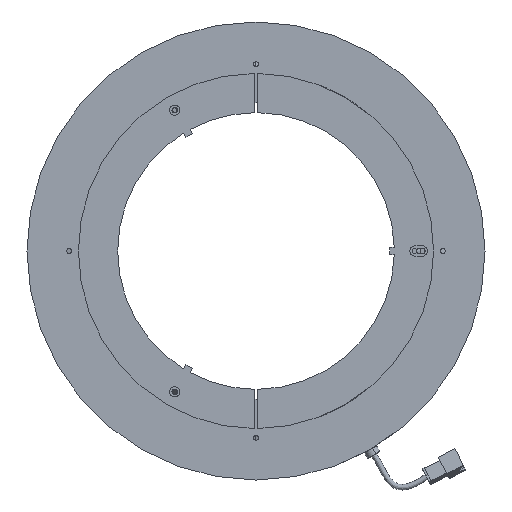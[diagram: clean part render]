
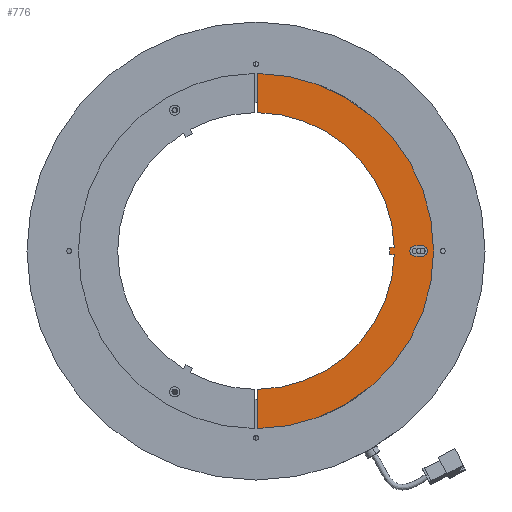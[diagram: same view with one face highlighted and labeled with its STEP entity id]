
A CAD part, front view. The second image highlights one B-rep face of the part: STEP entity #776.
In plain terms, the highlighted planar face has unit normal (0, -1, 0).
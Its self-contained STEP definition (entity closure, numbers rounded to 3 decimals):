
#64 = CARTESIAN_POINT ( 'NONE',  ( 0., -10., -2. ) ) ;
#65 = DIRECTION ( 'NONE',  ( -0.004, 0., 1. ) ) ;
#66 = DIRECTION ( 'NONE',  ( -1., 0., 0. ) ) ;
#67 = CARTESIAN_POINT ( 'NONE',  ( 1.47, -10., -209.135 ) ) ;
#68 = CARTESIAN_POINT ( 'NONE',  ( 0., -10., 0. ) ) ;
#69 = DIRECTION ( 'NONE',  ( 0., 1., 0. ) ) ;
#70 = DIRECTION ( 'NONE',  ( 1., 0., 0. ) ) ;
#71 = DIRECTION ( 'NONE',  ( 0., 0., 1. ) ) ;
#74 = CARTESIAN_POINT ( 'NONE',  ( 1., -10., -209.141 ) ) ;
#75 = CARTESIAN_POINT ( 'NONE',  ( 0., -10., 0. ) ) ;
#76 = DIRECTION ( 'NONE',  ( 0., 1., 0. ) ) ;
#77 = DIRECTION ( 'NONE',  ( -1., 0., 0. ) ) ;
#721 = EDGE_CURVE ( 'NONE', #1989, #1997, #2633, .T. ) ;
#722 = EDGE_CURVE ( 'NONE', #1989, #1999, #2631, .T. ) ;
#723 = EDGE_CURVE ( 'NONE', #1994, #1999, #2632, .T. ) ;
#724 = EDGE_CURVE ( 'NONE', #1995, #1994, #2635, .T. ) ;
#725 = EDGE_CURVE ( 'NONE', #1991, #1995, #2636, .T. ) ;
#776 = ADVANCED_FACE ( 'NONE', ( #3886, #3890 ), #4007, .T. ) ;
#921 = EDGE_LOOP ( 'NONE', ( #1918, #1919, #1920, #1921, #1922 ) ) ;
#925 = EDGE_LOOP ( 'NONE', ( #1910, #1911, #1912, #1913, #1914, #1915, #1916, #1917 ) ) ;
#1910 = ORIENTED_EDGE ( 'NONE', *, *, #2779, .T. ) ;
#1911 = ORIENTED_EDGE ( 'NONE', *, *, #2780, .T. ) ;
#1912 = ORIENTED_EDGE ( 'NONE', *, *, #2781, .T. ) ;
#1913 = ORIENTED_EDGE ( 'NONE', *, *, #721, .F. ) ;
#1914 = ORIENTED_EDGE ( 'NONE', *, *, #722, .T. ) ;
#1915 = ORIENTED_EDGE ( 'NONE', *, *, #723, .F. ) ;
#1916 = ORIENTED_EDGE ( 'NONE', *, *, #724, .F. ) ;
#1917 = ORIENTED_EDGE ( 'NONE', *, *, #725, .F. ) ;
#1918 = ORIENTED_EDGE ( 'NONE', *, *, #2739, .T. ) ;
#1919 = ORIENTED_EDGE ( 'NONE', *, *, #2778, .T. ) ;
#1920 = ORIENTED_EDGE ( 'NONE', *, *, #2760, .T. ) ;
#1921 = ORIENTED_EDGE ( 'NONE', *, *, #2763, .T. ) ;
#1922 = ORIENTED_EDGE ( 'NONE', *, *, #2765, .T. ) ;
#1965 = VERTEX_POINT ( 'NONE', #6946 ) ;
#1966 = VERTEX_POINT ( 'NONE', #6947 ) ;
#1978 = VERTEX_POINT ( 'NONE', #6959 ) ;
#1983 = VERTEX_POINT ( 'NONE', #6964 ) ;
#1987 = VERTEX_POINT ( 'NONE', #7176 ) ;
#1988 = VERTEX_POINT ( 'NONE', #7177 ) ;
#1989 = VERTEX_POINT ( 'NONE', #7178 ) ;
#1991 = VERTEX_POINT ( 'NONE', #7180 ) ;
#1994 = VERTEX_POINT ( 'NONE', #7183 ) ;
#1995 = VERTEX_POINT ( 'NONE', #7184 ) ;
#1996 = VERTEX_POINT ( 'NONE', #7185 ) ;
#1997 = VERTEX_POINT ( 'NONE', #7186 ) ;
#1999 = VERTEX_POINT ( 'NONE', #7188 ) ;
#2631 = CIRCLE ( 'NONE', #2832, 74. ) ;
#2632 = LINE ( 'NONE', #67, #2637 ) ;
#2633 = LINE ( 'NONE', #64, #2634 ) ;
#2634 = VECTOR ( 'NONE', #66, 1000. ) ;
#2635 = CIRCLE ( 'NONE', #2833, 95. ) ;
#2636 = LINE ( 'NONE', #74, #2640 ) ;
#2637 = VECTOR ( 'NONE', #65, 1000. ) ;
#2640 = VECTOR ( 'NONE', #71, 1000. ) ;
#2739 = EDGE_CURVE ( 'NONE', #1965, #1966, #8294, .T. ) ;
#2760 = EDGE_CURVE ( 'NONE', #1978, #1983, #8316, .T. ) ;
#2763 = EDGE_CURVE ( 'NONE', #1983, #1987, #8327, .T. ) ;
#2765 = EDGE_CURVE ( 'NONE', #1987, #1965, #8330, .T. ) ;
#2778 = EDGE_CURVE ( 'NONE', #1966, #1978, #8352, .T. ) ;
#2779 = EDGE_CURVE ( 'NONE', #1991, #1988, #8353, .T. ) ;
#2780 = EDGE_CURVE ( 'NONE', #1988, #1996, #8354, .T. ) ;
#2781 = EDGE_CURVE ( 'NONE', #1996, #1997, #8355, .T. ) ;
#2832 = AXIS2_PLACEMENT_3D ( 'NONE', #68, #69, #70 ) ;
#2833 = AXIS2_PLACEMENT_3D ( 'NONE', #75, #76, #77 ) ;
#3500 = AXIS2_PLACEMENT_3D ( 'NONE', #4014, #4015, #4016 ) ;
#3886 = FACE_OUTER_BOUND ( 'NONE', #925, .T. ) ;
#3890 = FACE_BOUND ( 'NONE', #921, .T. ) ;
#4007 = PLANE ( 'NONE',  #3500 ) ;
#4014 = CARTESIAN_POINT ( 'NONE',  ( 0., -10., 0. ) ) ;
#4015 = DIRECTION ( 'NONE',  ( 0., -1., 0. ) ) ;
#4016 = DIRECTION ( 'NONE',  ( 1., 0., 0. ) ) ;
#6946 = CARTESIAN_POINT ( 'NONE',  ( 89., -10., 2.75 ) ) ;
#6947 = CARTESIAN_POINT ( 'NONE',  ( 91.75, -10., 0. ) ) ;
#6959 = CARTESIAN_POINT ( 'NONE',  ( 89., -10., -2.75 ) ) ;
#6964 = CARTESIAN_POINT ( 'NONE',  ( 85., -10., -2.75 ) ) ;
#7176 = CARTESIAN_POINT ( 'NONE',  ( 85., -10., 2.75 ) ) ;
#7177 = CARTESIAN_POINT ( 'NONE',  ( 73.973, -10., 2. ) ) ;
#7178 = CARTESIAN_POINT ( 'NONE',  ( 73.973, -10., -2. ) ) ;
#7180 = CARTESIAN_POINT ( 'NONE',  ( 1., -10., 73.993 ) ) ;
#7183 = CARTESIAN_POINT ( 'NONE',  ( 1., -10., -94.995 ) ) ;
#7184 = CARTESIAN_POINT ( 'NONE',  ( 1., -10., 94.995 ) ) ;
#7185 = CARTESIAN_POINT ( 'NONE',  ( 71.472, -10., 2. ) ) ;
#7186 = CARTESIAN_POINT ( 'NONE',  ( 71.472, -10., -2. ) ) ;
#7188 = CARTESIAN_POINT ( 'NONE',  ( 0.914, -10., -73.994 ) ) ;
#7971 = AXIS2_PLACEMENT_3D ( 'NONE', #8925, #8926, #8927 ) ;
#7979 = AXIS2_PLACEMENT_3D ( 'NONE', #9139, #9140, #9141 ) ;
#7985 = AXIS2_PLACEMENT_3D ( 'NONE', #9173, #9174, #9175 ) ;
#7986 = AXIS2_PLACEMENT_3D ( 'NONE', #9176, #9177, #9178 ) ;
#7987 = AXIS2_PLACEMENT_3D ( 'NONE', #9179, #9180, #9181 ) ;
#8294 = CIRCLE ( 'NONE', #7971, 2.75 ) ;
#8316 = LINE ( 'NONE', #9041, #8325 ) ;
#8325 = VECTOR ( 'NONE', #9131, 1000. ) ;
#8327 = CIRCLE ( 'NONE', #7979, 2.75 ) ;
#8330 = LINE ( 'NONE', #9142, #8333 ) ;
#8333 = VECTOR ( 'NONE', #9143, 1000. ) ;
#8352 = CIRCLE ( 'NONE', #7985, 2.75 ) ;
#8353 = CIRCLE ( 'NONE', #7986, 74. ) ;
#8354 = LINE ( 'NONE', #9171, #8356 ) ;
#8355 = CIRCLE ( 'NONE', #7987, 71.5 ) ;
#8356 = VECTOR ( 'NONE', #9172, 1000. ) ;
#8925 = CARTESIAN_POINT ( 'NONE',  ( 89., -10., 0. ) ) ;
#8926 = DIRECTION ( 'NONE',  ( 0., 1., 0. ) ) ;
#8927 = DIRECTION ( 'NONE',  ( 1., 0., 0. ) ) ;
#9041 = CARTESIAN_POINT ( 'NONE',  ( 0., -10., -2.75 ) ) ;
#9131 = DIRECTION ( 'NONE',  ( -1., 0., 0. ) ) ;
#9139 = CARTESIAN_POINT ( 'NONE',  ( 85., -10., 0. ) ) ;
#9140 = DIRECTION ( 'NONE',  ( 0., 1., 0. ) ) ;
#9141 = DIRECTION ( 'NONE',  ( 1., 0., 0. ) ) ;
#9142 = CARTESIAN_POINT ( 'NONE',  ( 0., -10., 2.75 ) ) ;
#9143 = DIRECTION ( 'NONE',  ( 1., 0., 0. ) ) ;
#9171 = CARTESIAN_POINT ( 'NONE',  ( 0., -10., 2. ) ) ;
#9172 = DIRECTION ( 'NONE',  ( -1., 0., 0. ) ) ;
#9173 = CARTESIAN_POINT ( 'NONE',  ( 89., -10., 0. ) ) ;
#9174 = DIRECTION ( 'NONE',  ( 0., 1., 0. ) ) ;
#9175 = DIRECTION ( 'NONE',  ( 1., 0., 0. ) ) ;
#9176 = CARTESIAN_POINT ( 'NONE',  ( 0., -10., 0. ) ) ;
#9177 = DIRECTION ( 'NONE',  ( 0., 1., 0. ) ) ;
#9178 = DIRECTION ( 'NONE',  ( 1., 0., 0. ) ) ;
#9179 = CARTESIAN_POINT ( 'NONE',  ( 0., -10., 0. ) ) ;
#9180 = DIRECTION ( 'NONE',  ( 0., 1., 0. ) ) ;
#9181 = DIRECTION ( 'NONE',  ( -1., 0., 0. ) ) ;
